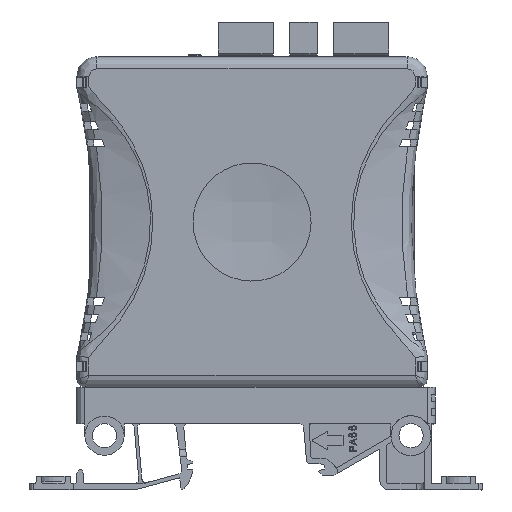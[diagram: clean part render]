
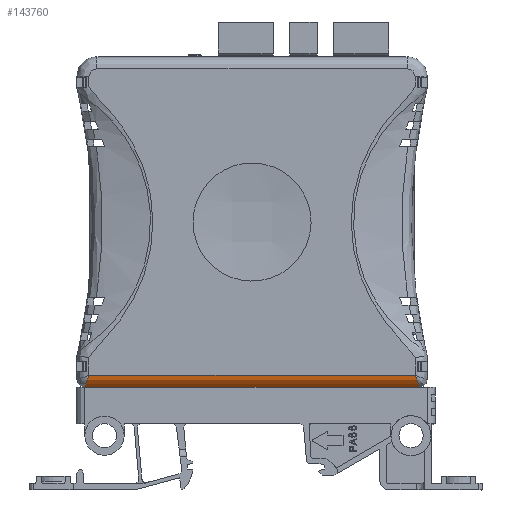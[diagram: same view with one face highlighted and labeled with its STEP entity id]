
A CAD part, left-side view. The second image highlights one B-rep face of the part: STEP entity #143760.
In plain terms, the highlighted cylindrical face has radius 3 mm (diameter 6 mm), a partial arc.
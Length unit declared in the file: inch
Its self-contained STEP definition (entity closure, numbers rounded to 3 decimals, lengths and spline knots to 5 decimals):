
#5547 = CARTESIAN_POINT ( 'NONE',  ( -0.43307, -1.59449, 0.48425 ) ) ;
#7391 = EDGE_CURVE ( 'NONE', #50634, #12197, #108650, .T. ) ;
#8164 = VECTOR ( 'NONE', #19535, 39.37008 ) ;
#12197 = VERTEX_POINT ( 'NONE', #17752 ) ;
#17752 = CARTESIAN_POINT ( 'NONE',  ( -0.31496, -1.63386, 0.36614 ) ) ;
#17989 = CARTESIAN_POINT ( 'NONE',  ( -0.42112, -1.61194, 0.43191 ) ) ;
#18715 = B_SPLINE_CURVE_WITH_KNOTS ( 'NONE', 3,
 ( #139303, #25539, #63652, #17989, #51655, #53135, #107855, #85367, #39709, #18732, #41928, #31417, #131748, #53871, #121250, #50924 ),
 .UNSPECIFIED., .F., .F.,
 ( 4, 2, 2, 2, 2, 2, 2, 4 ),
 ( 0., 0.25, 0.375, 0.5, 0.625, 0.75, 0.875, 1. ),
 .UNSPECIFIED. ) ;
#18732 = CARTESIAN_POINT ( 'NONE',  ( -0.37415, -1.62865, 0.38175 ) ) ;
#19535 = DIRECTION ( 'NONE',  ( 0., -1., 0. ) ) ;
#23550 = CARTESIAN_POINT ( 'NONE',  ( -0.43, 1.68353, 0.45334 ) ) ;
#25539 = CARTESIAN_POINT ( 'NONE',  ( -0.43307, -1.59964, 0.46879 ) ) ;
#26292 = EDGE_LOOP ( 'NONE', ( #110063, #136044, #43016, #29188 ) ) ;
#28107 = VERTEX_POINT ( 'NONE', #113157 ) ;
#29188 = ORIENTED_EDGE ( 'NONE', *, *, #107544, .F. ) ;
#31417 = CARTESIAN_POINT ( 'NONE',  ( -0.35302, -1.63185, 0.37217 ) ) ;
#36260 = CARTESIAN_POINT ( 'NONE',  ( -0.43307, 1.67838, 0.46879 ) ) ;
#38383 = CARTESIAN_POINT ( 'NONE',  ( -0.43307, 0.03937, 0.48425 ) ) ;
#39709 = CARTESIAN_POINT ( 'NONE',  ( -0.38701, -1.62579, 0.39034 ) ) ;
#41238 = AXIS2_PLACEMENT_3D ( 'NONE', #129950, #51333, #105343 ) ;
#41928 = CARTESIAN_POINT ( 'NONE',  ( -0.3673, -1.62988, 0.37809 ) ) ;
#43016 = ORIENTED_EDGE ( 'NONE', *, *, #89028, .T. ) ;
#46741 = CARTESIAN_POINT ( 'NONE',  ( -0.41746, 1.69296, 0.42506 ) ) ;
#50634 = VERTEX_POINT ( 'NONE', #123580 ) ;
#50924 = CARTESIAN_POINT ( 'NONE',  ( -0.31496, -1.63386, 0.36614 ) ) ;
#51333 = DIRECTION ( 'NONE',  ( 0., -1., 0. ) ) ;
#51655 = CARTESIAN_POINT ( 'NONE',  ( -0.41746, -1.61422, 0.42506 ) ) ;
#53135 = CARTESIAN_POINT ( 'NONE',  ( -0.40887, -1.6185, 0.41221 ) ) ;
#53871 = CARTESIAN_POINT ( 'NONE',  ( -0.33042, -1.6336, 0.3669 ) ) ;
#57237 = CARTESIAN_POINT ( 'NONE',  ( -0.40394, 1.69925, 0.4062 ) ) ;
#59675 = FACE_OUTER_BOUND ( 'NONE', #26292, .T. ) ;
#63652 = CARTESIAN_POINT ( 'NONE',  ( -0.43, -1.60479, 0.45334 ) ) ;
#76724 = CARTESIAN_POINT ( 'NONE',  ( -0.31496, 1.7126, 0.36614 ) ) ;
#78946 = CARTESIAN_POINT ( 'NONE',  ( -0.33042, 1.71234, 0.3669 ) ) ;
#79682 = CARTESIAN_POINT ( 'NONE',  ( -0.37415, 1.70739, 0.38175 ) ) ;
#83721 = VERTEX_POINT ( 'NONE', #5547 ) ;
#84323 = CYLINDRICAL_SURFACE ( 'NONE', #41238, 0.11811 ) ;
#85367 = CARTESIAN_POINT ( 'NONE',  ( -0.39301, -1.62415, 0.39527 ) ) ;
#87524 = EDGE_CURVE ( 'NONE', #83721, #12197, #18715, .T. ) ;
#87959 = CARTESIAN_POINT ( 'NONE',  ( -0.32269, 1.7126, 0.36614 ) ) ;
#89028 = EDGE_CURVE ( 'NONE', #83721, #28107, #95280, .T. ) ;
#95280 = LINE ( 'NONE', #38383, #140210 ) ;
#102905 = CARTESIAN_POINT ( 'NONE',  ( -0.43307, 1.67323, 0.48425 ) ) ;
#105343 = DIRECTION ( 'NONE',  ( 0., 0., -1. ) ) ;
#105862 = CARTESIAN_POINT ( 'NONE',  ( -0.42112, 1.69068, 0.43191 ) ) ;
#107061 = B_SPLINE_CURVE_WITH_KNOTS ( 'NONE', 3,
 ( #76724, #87959, #78946, #113386, #147794, #136574, #79682, #114119, #133599, #57237, #122381, #46741, #105862, #23550, #36260, #102905 ),
 .UNSPECIFIED., .F., .F.,
 ( 4, 2, 2, 2, 2, 2, 2, 4 ),
 ( 0., 0.125, 0.25, 0.375, 0.5, 0.625, 0.75, 1. ),
 .UNSPECIFIED. ) ;
#107544 = EDGE_CURVE ( 'NONE', #50634, #28107, #107061, .T. ) ;
#107855 = CARTESIAN_POINT ( 'NONE',  ( -0.40394, -1.6205, 0.4062 ) ) ;
#108650 = LINE ( 'NONE', #109373, #8164 ) ;
#109373 = CARTESIAN_POINT ( 'NONE',  ( -0.31496, 0.03937, 0.36614 ) ) ;
#110063 = ORIENTED_EDGE ( 'NONE', *, *, #7391, .T. ) ;
#113157 = CARTESIAN_POINT ( 'NONE',  ( -0.43307, 1.67323, 0.48425 ) ) ;
#113386 = CARTESIAN_POINT ( 'NONE',  ( -0.34558, 1.71134, 0.36992 ) ) ;
#114119 = CARTESIAN_POINT ( 'NONE',  ( -0.38701, 1.70453, 0.39034 ) ) ;
#121250 = CARTESIAN_POINT ( 'NONE',  ( -0.32269, -1.63386, 0.36614 ) ) ;
#122381 = CARTESIAN_POINT ( 'NONE',  ( -0.40887, 1.69724, 0.41221 ) ) ;
#123580 = CARTESIAN_POINT ( 'NONE',  ( -0.31496, 1.7126, 0.36614 ) ) ;
#128960 = DIRECTION ( 'NONE',  ( 0., 1., 0. ) ) ;
#129950 = CARTESIAN_POINT ( 'NONE',  ( -0.31496, 0.03937, 0.48425 ) ) ;
#131748 = CARTESIAN_POINT ( 'NONE',  ( -0.34558, -1.6326, 0.36992 ) ) ;
#133599 = CARTESIAN_POINT ( 'NONE',  ( -0.39301, 1.70289, 0.39527 ) ) ;
#136044 = ORIENTED_EDGE ( 'NONE', *, *, #87524, .F. ) ;
#136574 = CARTESIAN_POINT ( 'NONE',  ( -0.3673, 1.70862, 0.37809 ) ) ;
#139303 = CARTESIAN_POINT ( 'NONE',  ( -0.43307, -1.59449, 0.48425 ) ) ;
#140210 = VECTOR ( 'NONE', #128960, 39.37008 ) ;
#143760 = ADVANCED_FACE ( 'NONE', ( #59675 ), #84323, .T. ) ;
#147794 = CARTESIAN_POINT ( 'NONE',  ( -0.35302, 1.71059, 0.37217 ) ) ;
